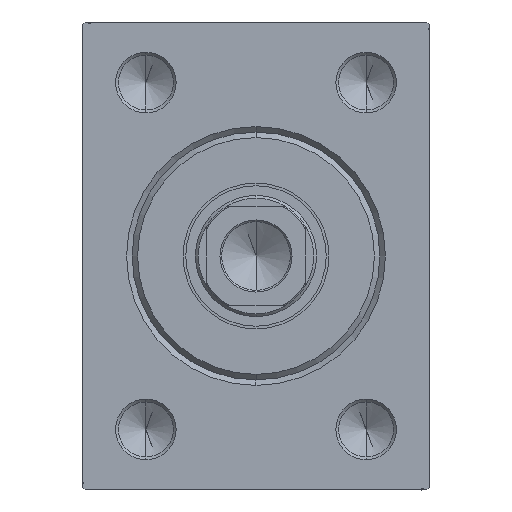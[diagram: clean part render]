
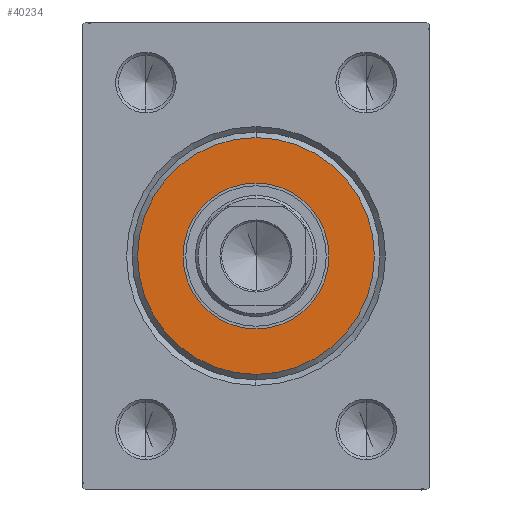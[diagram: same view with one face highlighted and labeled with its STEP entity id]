
A CAD part, left-side view. The second image highlights one B-rep face of the part: STEP entity #40234.
In plain terms, the highlighted face is planar.
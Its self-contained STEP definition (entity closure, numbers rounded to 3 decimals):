
#28 = ORIENTED_EDGE ( 'NONE', *, *, #20470, .F. ) ;
#116 = CIRCLE ( 'NONE', #15106, 21.5 ) ;
#161 = EDGE_LOOP ( 'NONE', ( #23000, #23279 ) ) ;
#2282 = DIRECTION ( 'NONE',  ( 1., 0., 0. ) ) ;
#4388 = CARTESIAN_POINT ( 'NONE',  ( 3., 0., 13.25 ) ) ;
#4409 = DIRECTION ( 'NONE',  ( 0., 0., -1. ) ) ;
#4701 = EDGE_CURVE ( 'NONE', #26398, #30479, #33596, .T. ) ;
#4710 = EDGE_CURVE ( 'NONE', #39531, #14874, #116, .T. ) ;
#6321 = DIRECTION ( 'NONE',  ( 0., 0., -1. ) ) ;
#6519 = AXIS2_PLACEMENT_3D ( 'NONE', #18460, #28739, #41866 ) ;
#7398 = CARTESIAN_POINT ( 'NONE',  ( 3., 0., 21.5 ) ) ;
#10105 = DIRECTION ( 'NONE',  ( 1., 0., 0. ) ) ;
#13897 = CARTESIAN_POINT ( 'NONE',  ( 3., 0., -21.5 ) ) ;
#14659 = CIRCLE ( 'NONE', #37463, 13.25 ) ;
#14874 = VERTEX_POINT ( 'NONE', #7398 ) ;
#15106 = AXIS2_PLACEMENT_3D ( 'NONE', #25828, #42538, #39398 ) ;
#18460 = CARTESIAN_POINT ( 'NONE',  ( 3., 0., 0. ) ) ;
#20470 = EDGE_CURVE ( 'NONE', #30479, #26398, #14659, .T. ) ;
#20608 = FACE_OUTER_BOUND ( 'NONE', #161, .T. ) ;
#21025 = EDGE_CURVE ( 'NONE', #14874, #39531, #41713, .T. ) ;
#23000 = ORIENTED_EDGE ( 'NONE', *, *, #21025, .T. ) ;
#23065 = FACE_BOUND ( 'NONE', #25323, .T. ) ;
#23252 = DIRECTION ( 'NONE',  ( 0., 0., -1. ) ) ;
#23279 = ORIENTED_EDGE ( 'NONE', *, *, #4710, .T. ) ;
#25323 = EDGE_LOOP ( 'NONE', ( #28, #29260 ) ) ;
#25828 = CARTESIAN_POINT ( 'NONE',  ( 3., 0., 0. ) ) ;
#26398 = VERTEX_POINT ( 'NONE', #4388 ) ;
#28418 = AXIS2_PLACEMENT_3D ( 'NONE', #43791, #10105, #6321 ) ;
#28739 = DIRECTION ( 'NONE',  ( 1., 0., 0. ) ) ;
#29260 = ORIENTED_EDGE ( 'NONE', *, *, #4701, .F. ) ;
#30479 = VERTEX_POINT ( 'NONE', #32067 ) ;
#31636 = CARTESIAN_POINT ( 'NONE',  ( 3., 0., 0. ) ) ;
#32067 = CARTESIAN_POINT ( 'NONE',  ( 3., 0., -13.25 ) ) ;
#33293 = CARTESIAN_POINT ( 'NONE',  ( 3., 0., 0. ) ) ;
#33596 = CIRCLE ( 'NONE', #6519, 13.25 ) ;
#37463 = AXIS2_PLACEMENT_3D ( 'NONE', #31636, #38742, #4409 ) ;
#38742 = DIRECTION ( 'NONE',  ( 1., 0., 0. ) ) ;
#39398 = DIRECTION ( 'NONE',  ( 0., 0., -1. ) ) ;
#39531 = VERTEX_POINT ( 'NONE', #13897 ) ;
#39577 = AXIS2_PLACEMENT_3D ( 'NONE', #33293, #2282, #23252 ) ;
#40234 = ADVANCED_FACE ( 'NONE', ( #20608, #23065 ), #43573, .T. ) ;
#41713 = CIRCLE ( 'NONE', #39577, 21.5 ) ;
#41866 = DIRECTION ( 'NONE',  ( 0., 0., -1. ) ) ;
#42538 = DIRECTION ( 'NONE',  ( 1., 0., 0. ) ) ;
#43573 = PLANE ( 'NONE',  #28418 ) ;
#43791 = CARTESIAN_POINT ( 'NONE',  ( 3., 0., 0. ) ) ;
